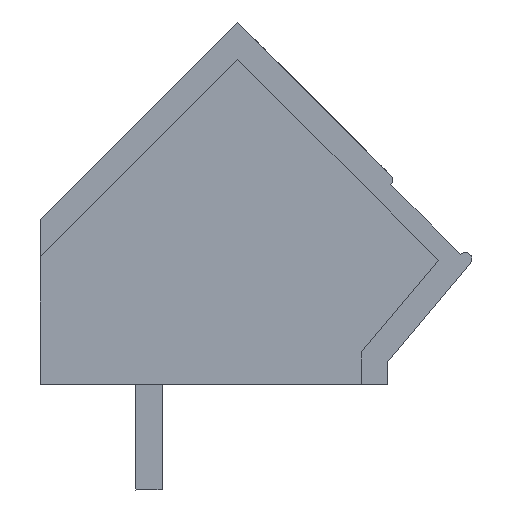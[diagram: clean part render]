
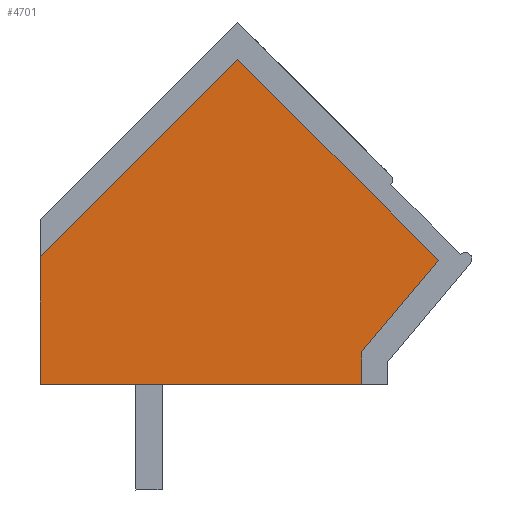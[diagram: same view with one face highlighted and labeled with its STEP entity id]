
A CAD part, left-side view. The second image highlights one B-rep face of the part: STEP entity #4701.
In plain terms, the highlighted planar face has unit normal (-1, 0, 0).
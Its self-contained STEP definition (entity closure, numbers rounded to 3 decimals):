
#4691=AXIS2_PLACEMENT_3D('Plane Axis2P3D',#4688,#4689,#4690) ;
#573=CARTESIAN_POINT('Vertex',(0.3,3.346,3.2)) ;
#576=CARTESIAN_POINT('Line Origine',(0.3,8.223,3.2)) ;
#580=CARTESIAN_POINT('Vertex',(0.3,13.1,3.2)) ;
#2256=CARTESIAN_POINT('Line Origine',(0.3,13.1,5.139)) ;
#2260=CARTESIAN_POINT('Vertex',(0.3,13.1,7.078)) ;
#2338=CARTESIAN_POINT('Line Origine',(0.3,10.105,10.073)) ;
#2342=CARTESIAN_POINT('Vertex',(0.3,7.11,13.069)) ;
#2363=CARTESIAN_POINT('Line Origine',(0.3,4.061,10.02)) ;
#2367=CARTESIAN_POINT('Vertex',(0.3,1.013,6.972)) ;
#2388=CARTESIAN_POINT('Line Origine',(0.3,2.18,5.582)) ;
#2392=CARTESIAN_POINT('Vertex',(0.3,3.346,4.191)) ;
#2413=CARTESIAN_POINT('Line Origine',(0.3,3.346,3.696)) ;
#4688=CARTESIAN_POINT('Axis2P3D Location',(0.3,4.168,11.258)) ;
#577=DIRECTION('Vector Direction',(0.,-1.,0.)) ;
#2257=DIRECTION('Vector Direction',(0.,0.,-1.)) ;
#2339=DIRECTION('Vector Direction',(0.,-0.707,0.707)) ;
#2364=DIRECTION('Vector Direction',(0.,-0.707,-0.707)) ;
#2389=DIRECTION('Vector Direction',(0.,0.643,-0.766)) ;
#2414=DIRECTION('Vector Direction',(0.,0.,-1.)) ;
#4689=DIRECTION('Axis2P3D Direction',(-1.,-0.,0.)) ;
#4690=DIRECTION('Axis2P3D XDirection',(0.,-0.707,-0.707)) ;
#578=VECTOR('Line Direction',#577,1.) ;
#2258=VECTOR('Line Direction',#2257,1.) ;
#2340=VECTOR('Line Direction',#2339,1.) ;
#2365=VECTOR('Line Direction',#2364,1.) ;
#2390=VECTOR('Line Direction',#2389,1.) ;
#2415=VECTOR('Line Direction',#2414,1.) ;
#4694=ORIENTED_EDGE('',*,*,#2344,.F.) ;
#4695=ORIENTED_EDGE('',*,*,#2262,.T.) ;
#4696=ORIENTED_EDGE('',*,*,#582,.T.) ;
#4697=ORIENTED_EDGE('',*,*,#2417,.F.) ;
#4698=ORIENTED_EDGE('',*,*,#2394,.F.) ;
#4699=ORIENTED_EDGE('',*,*,#2369,.F.) ;
#4701=ADVANCED_FACE('HOUSING',(#4700),#4692,.T.) ;
#582=EDGE_CURVE('',#581,#574,#579,.T.) ;
#2262=EDGE_CURVE('',#2261,#581,#2259,.T.) ;
#2344=EDGE_CURVE('',#2261,#2343,#2341,.T.) ;
#2369=EDGE_CURVE('',#2343,#2368,#2366,.T.) ;
#2394=EDGE_CURVE('',#2368,#2393,#2391,.T.) ;
#2417=EDGE_CURVE('',#2393,#574,#2416,.T.) ;
#4693=EDGE_LOOP('',(#4694,#4695,#4696,#4697,#4698,#4699)) ;
#4700=FACE_OUTER_BOUND('',#4693,.T.) ;
#579=LINE('Line',#576,#578) ;
#2259=LINE('Line',#2256,#2258) ;
#2341=LINE('Line',#2338,#2340) ;
#2366=LINE('Line',#2363,#2365) ;
#2391=LINE('Line',#2388,#2390) ;
#2416=LINE('Line',#2413,#2415) ;
#4692=PLANE('',#4691) ;
#574=VERTEX_POINT('',#573) ;
#581=VERTEX_POINT('',#580) ;
#2261=VERTEX_POINT('',#2260) ;
#2343=VERTEX_POINT('',#2342) ;
#2368=VERTEX_POINT('',#2367) ;
#2393=VERTEX_POINT('',#2392) ;
